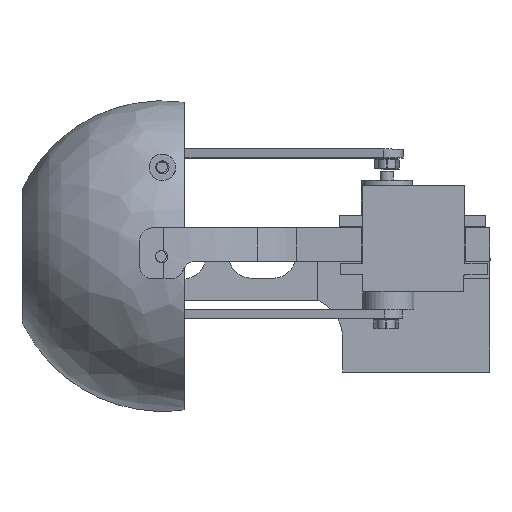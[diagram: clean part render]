
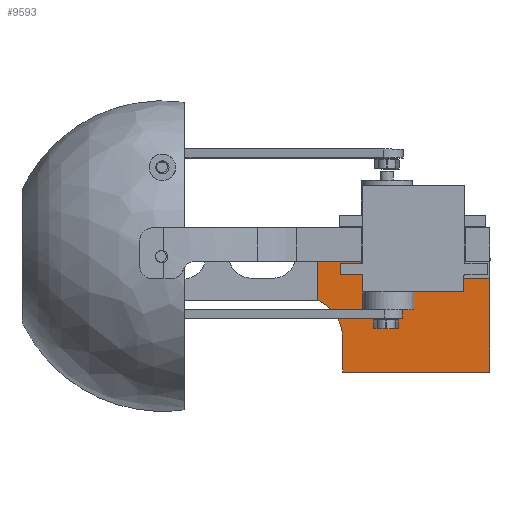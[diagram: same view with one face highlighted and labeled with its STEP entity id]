
A CAD part, front view. The second image highlights one B-rep face of the part: STEP entity #9593.
In plain terms, the highlighted planar face has unit normal (0, -1, 0).
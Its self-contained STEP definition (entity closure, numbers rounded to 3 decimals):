
#557=PLANE('',#10358);
#961=FACE_OUTER_BOUND('',#1585,.T.);
#1585=EDGE_LOOP('',(#7657,#7658,#7659,#7660,#7661,#7662,#7663,#7664,#7665,
#7666));
#2175=CIRCLE('',#10359,9.);
#2176=CIRCLE('',#10360,8.);
#2177=CIRCLE('',#10361,3.);
#2825=LINE('',#16093,#3643);
#2867=LINE('',#16197,#3685);
#2912=LINE('',#16319,#3730);
#2916=LINE('',#16327,#3734);
#2923=LINE('',#16344,#3741);
#2924=LINE('',#16345,#3742);
#2925=LINE('',#16347,#3743);
#3643=VECTOR('',#11819,10.);
#3685=VECTOR('',#11909,10.);
#3730=VECTOR('',#12036,10.);
#3734=VECTOR('',#12046,10.);
#3741=VECTOR('',#12061,10.);
#3742=VECTOR('',#12062,10.);
#3743=VECTOR('',#12063,10.);
#4522=VERTEX_POINT('',#16069);
#4533=VERTEX_POINT('',#16091);
#4570=VERTEX_POINT('',#16194);
#4571=VERTEX_POINT('',#16196);
#4607=VERTEX_POINT('',#16317);
#4608=VERTEX_POINT('',#16325);
#4613=VERTEX_POINT('',#16341);
#4614=VERTEX_POINT('',#16343);
#4615=VERTEX_POINT('',#16346);
#4616=VERTEX_POINT('',#16348);
#5594=EDGE_CURVE('',#4533,#4522,#2825,.T.);
#5647=EDGE_CURVE('',#4571,#4570,#2867,.T.);
#5710=EDGE_CURVE('',#4533,#4607,#2912,.T.);
#5714=EDGE_CURVE('',#4608,#4607,#2916,.T.);
#5721=EDGE_CURVE('',#4613,#4608,#2175,.T.);
#5722=EDGE_CURVE('',#4613,#4614,#2923,.F.);
#5723=EDGE_CURVE('',#4571,#4614,#2924,.T.);
#5724=EDGE_CURVE('',#4570,#4615,#2925,.T.);
#5725=EDGE_CURVE('',#4616,#4615,#2176,.T.);
#5726=EDGE_CURVE('',#4522,#4616,#2177,.T.);
#7657=ORIENTED_EDGE('',*,*,#5710,.T.);
#7658=ORIENTED_EDGE('',*,*,#5714,.F.);
#7659=ORIENTED_EDGE('',*,*,#5721,.F.);
#7660=ORIENTED_EDGE('',*,*,#5722,.T.);
#7661=ORIENTED_EDGE('',*,*,#5723,.F.);
#7662=ORIENTED_EDGE('',*,*,#5647,.T.);
#7663=ORIENTED_EDGE('',*,*,#5724,.T.);
#7664=ORIENTED_EDGE('',*,*,#5725,.F.);
#7665=ORIENTED_EDGE('',*,*,#5726,.F.);
#7666=ORIENTED_EDGE('',*,*,#5594,.F.);
#9593=ADVANCED_FACE('',(#961),#557,.T.);
#10358=AXIS2_PLACEMENT_3D('',#16340,#12057,#12058);
#10359=AXIS2_PLACEMENT_3D('',#16342,#12059,#12060);
#10360=AXIS2_PLACEMENT_3D('',#16349,#12064,#12065);
#10361=AXIS2_PLACEMENT_3D('',#16350,#12066,#12067);
#11819=DIRECTION('',(1.,0.,0.));
#11909=DIRECTION('',(0.,0.,1.));
#12036=DIRECTION('',(0.,0.,-1.));
#12046=DIRECTION('',(-0.91,0.,0.414));
#12057=DIRECTION('center_axis',(0.,-1.,0.));
#12058=DIRECTION('ref_axis',(1.,0.,0.));
#12059=DIRECTION('center_axis',(0.,-1.,0.));
#12060=DIRECTION('ref_axis',(0.841,0.,0.541));
#12061=DIRECTION('',(0.,0.,1.));
#12062=DIRECTION('',(-1.,0.,0.));
#12063=DIRECTION('',(-1.,0.,0.));
#12064=DIRECTION('center_axis',(0.,1.,0.));
#12065=DIRECTION('ref_axis',(0.558,0.,0.83));
#12066=DIRECTION('center_axis',(0.,-1.,0.));
#12067=DIRECTION('ref_axis',(-0.707,0.,-0.707));
#16069=CARTESIAN_POINT('',(44.907,-5.184,-1.14));
#16091=CARTESIAN_POINT('',(34.944,-5.184,-1.14));
#16093=CARTESIAN_POINT('',(34.907,-5.184,-1.14));
#16194=CARTESIAN_POINT('',(73.907,-5.184,-5.14));
#16196=CARTESIAN_POINT('',(73.907,-5.184,-26.14));
#16197=CARTESIAN_POINT('',(73.907,-5.184,-10.39));
#16317=CARTESIAN_POINT('',(34.944,-5.184,-9.901));
#16319=CARTESIAN_POINT('',(34.944,-5.184,0.11));
#16325=CARTESIAN_POINT('',(35.393,-5.184,-10.106));
#16327=CARTESIAN_POINT('',(20.332,-5.184,-3.26));
#16340=CARTESIAN_POINT('Origin',(-0.093,-5.184,
-6.14));
#16341=CARTESIAN_POINT('',(40.669,-5.184,-18.299));
#16342=CARTESIAN_POINT('Origin',(31.669,-5.184,-18.299));
#16343=CARTESIAN_POINT('',(40.669,-5.184,-26.14));
#16344=CARTESIAN_POINT('',(40.669,-5.184,-11.14));
#16345=CARTESIAN_POINT('',(24.962,-5.184,-26.14));
#16346=CARTESIAN_POINT('',(47.907,-5.184,-5.14));
#16347=CARTESIAN_POINT('',(24.962,-5.184,-5.14));
#16348=CARTESIAN_POINT('',(46.232,-5.184,-3.629));
#16349=CARTESIAN_POINT('Origin',(41.764,-5.184,-10.265));
#16350=CARTESIAN_POINT('Origin',(47.907,-5.184,-1.14));
